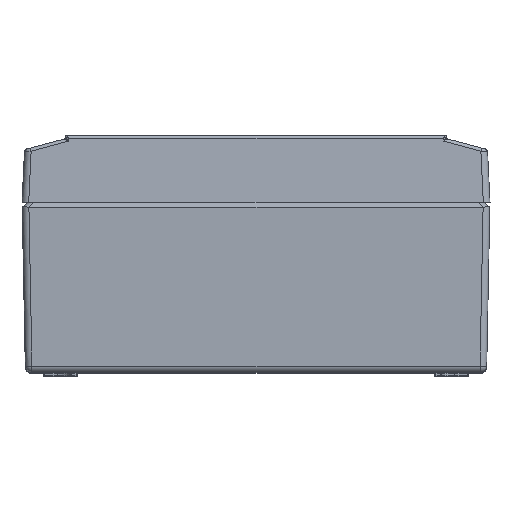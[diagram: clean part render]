
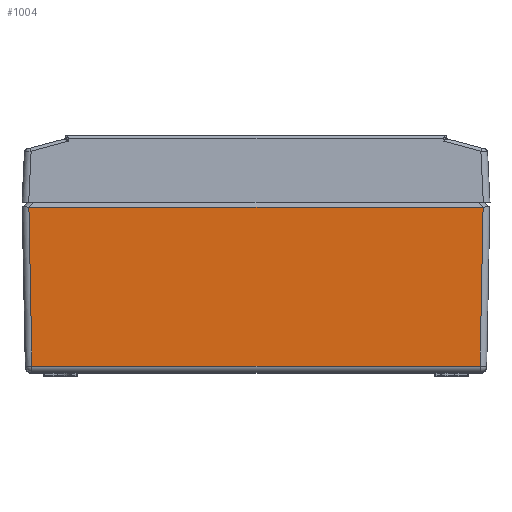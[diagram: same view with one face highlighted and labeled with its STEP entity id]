
A CAD part, top view. The second image highlights one B-rep face of the part: STEP entity #1004.
In plain terms, the highlighted planar face has unit normal (0, -0.019, 1).
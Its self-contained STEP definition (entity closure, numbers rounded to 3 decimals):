
#476 = ORIENTED_EDGE ( 'NONE', *, *, #1149, .T. ) ;
#544 = VERTEX_POINT ( 'NONE', #4077 ) ;
#546 = VERTEX_POINT ( 'NONE', #4073 ) ;
#558 = EDGE_CURVE ( 'NONE', #753, #546, #4113, .T. ) ;
#562 = EDGE_LOOP ( 'NONE', ( #476, #1018, #867, #1588 ) ) ;
#753 = VERTEX_POINT ( 'NONE', #4879 ) ;
#867 = ORIENTED_EDGE ( 'NONE', *, *, #1033, .T. ) ;
#875 = EDGE_CURVE ( 'NONE', #1028, #544, #5388, .T. ) ;
#1004 = ADVANCED_FACE ( 'NONE', ( #6136 ), #6264, .T. ) ;
#1018 = ORIENTED_EDGE ( 'NONE', *, *, #558, .T. ) ;
#1028 = VERTEX_POINT ( 'NONE', #6305 ) ;
#1033 = EDGE_CURVE ( 'NONE', #546, #1028, #6418, .T. ) ;
#1149 = EDGE_CURVE ( 'NONE', #544, #753, #7044, .T. ) ;
#1588 = ORIENTED_EDGE ( 'NONE', *, *, #875, .T. ) ;
#4073 = CARTESIAN_POINT ( 'NONE',  ( 67.933, -3.5, 69.933 ) ) ;
#4077 = CARTESIAN_POINT ( 'NONE',  ( -67.02, -51.038, 69.02 ) ) ;
#4102 = DIRECTION ( 'NONE',  ( 0.019, 1., 0.019 ) ) ;
#4103 = VECTOR ( 'NONE', #4102, 1000. ) ;
#4112 = CARTESIAN_POINT ( 'NONE',  ( 67.95, -2.648, 69.949 ) ) ;
#4113 = LINE ( 'NONE', #4112, #4103 ) ;
#4879 = CARTESIAN_POINT ( 'NONE',  ( 67.02, -51.038, 69.02 ) ) ;
#5387 = CARTESIAN_POINT ( 'NONE',  ( -68.001, 0.038, 70.001 ) ) ;
#5388 = LINE ( 'NONE', #5387, #5495 ) ;
#5462 = DIRECTION ( 'NONE',  ( 0.019, -1., -0.019 ) ) ;
#5495 = VECTOR ( 'NONE', #5462, 1000. ) ;
#6136 = FACE_OUTER_BOUND ( 'NONE', #562, .T. ) ;
#6213 = AXIS2_PLACEMENT_3D ( 'NONE', #6255, #6253, #6252 ) ;
#6252 = DIRECTION ( 'NONE',  ( 0., -1., -0.019 ) ) ;
#6253 = DIRECTION ( 'NONE',  ( 0., -0.019, 1. ) ) ;
#6255 = CARTESIAN_POINT ( 'NONE',  ( -70., 0., 70. ) ) ;
#6264 = PLANE ( 'NONE',  #6213 ) ;
#6305 = CARTESIAN_POINT ( 'NONE',  ( -67.933, -3.5, 69.933 ) ) ;
#6413 = DIRECTION ( 'NONE',  ( -1., 0., 0. ) ) ;
#6414 = VECTOR ( 'NONE', #6413, 1000. ) ;
#6416 = CARTESIAN_POINT ( 'NONE',  ( -69.962, -3.5, 69.933 ) ) ;
#6418 = LINE ( 'NONE', #6416, #6414 ) ;
#7040 = DIRECTION ( 'NONE',  ( 1., 0., 0. ) ) ;
#7041 = VECTOR ( 'NONE', #7040, 1000. ) ;
#7043 = CARTESIAN_POINT ( 'NONE',  ( 68.982, -51.038, 69.02 ) ) ;
#7044 = LINE ( 'NONE', #7043, #7041 ) ;
